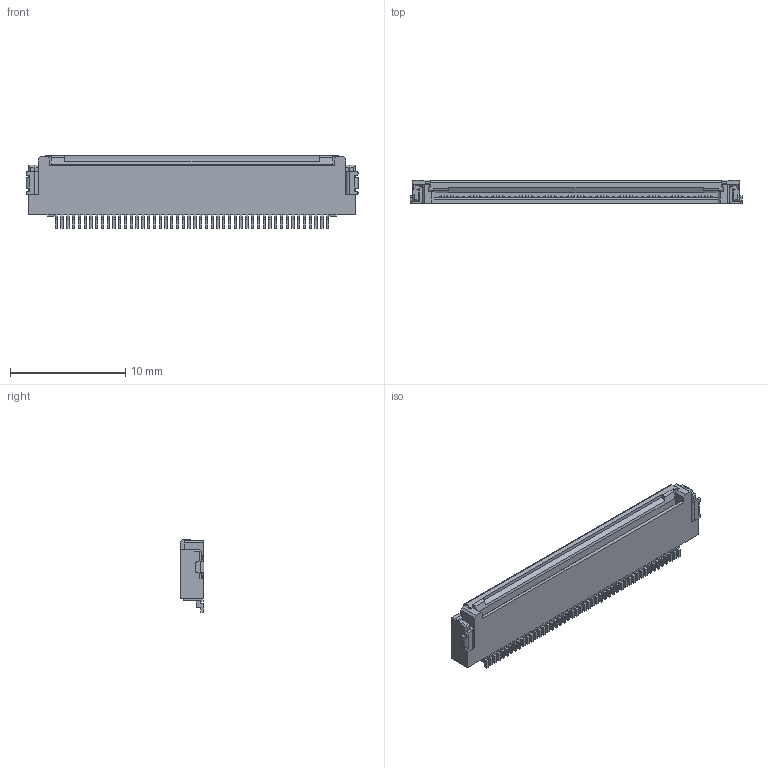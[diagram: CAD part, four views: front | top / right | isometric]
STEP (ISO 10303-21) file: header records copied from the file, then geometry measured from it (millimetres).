
FILE_DESCRIPTION((''),'2;1');
FILE_NAME('C-4-1775333-8','2016-04-26T',('workeradm'),('Tyco Electronics Ltd.'),'CREO PARAMETRIC BY PTC INC, 2015200','CREO PARAMETRIC BY PTC INC, 2015200','');
FILE_SCHEMA(('AUTOMOTIVE_DESIGN { 1 0 10303 214 1 1 1 1 }'));
Length unit declared in the file: millimetre
Products named in the file (1): C-4-1775333-8
Bounding box: 28.75 x 2.05 x 6.28 mm (x, y, z)
Volume: 226 mm3; surface area: 753.5 mm2
Topology: 1 solids, 1 shells, 1484 faces, 4323 edges, 2844 vertices
Faces by surface type: plane 1355, cylinder 129
Entity records: 61200 total; most frequent: CARTESIAN_POINT 8745, ORIENTED_EDGE 8646, DIRECTION 7547, PRESENTATION_STYLE_ASSIGNMENT 4324, STYLED_ITEM 4324, CURVE_STYLE 4323, EDGE_CURVE 4323, VECTOR 4055
